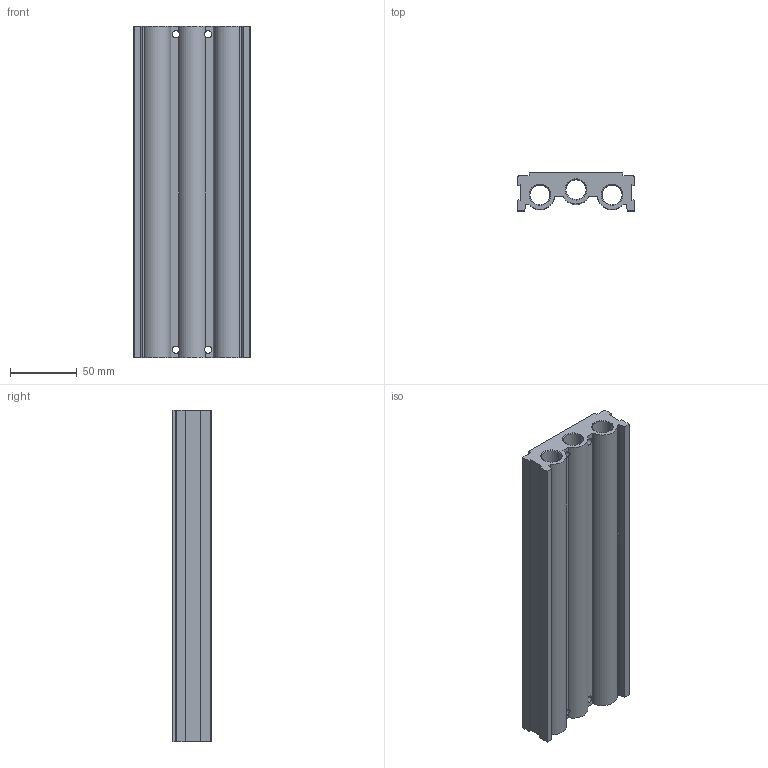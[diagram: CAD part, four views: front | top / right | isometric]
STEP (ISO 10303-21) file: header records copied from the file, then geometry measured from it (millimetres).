
FILE_DESCRIPTION (( 'STEP AP203' ), '1' );
FILE_NAME ('SCB51-D-08.STEP', '2016-05-09T08:38:28', ( '' ), ( '' ), 'SwSTEP 2.0', 'SolidWorks 2008', '' );
FILE_SCHEMA (( 'CONFIG_CONTROL_DESIGN' ));
Length unit declared in the file: millimetre
Products named in the file (1): SCB51-D-08
Bounding box: 87 x 28.5 x 248.5 mm (x, y, z)
Volume: 325017.9 mm3; surface area: 109375.1 mm2
Topology: 1 solids, 1 shells, 274 faces, 688 edges, 428 vertices
Faces by surface type: cylinder 125, cone 92, plane 57
Entity records: 10327 total; most frequent: CARTESIAN_POINT 3467, DIRECTION 1468, ORIENTED_EDGE 1376, EDGE_CURVE 688, AXIS2_PLACEMENT_3D 581, VERTEX_POINT 428, EDGE_LOOP 348, LINE 306
